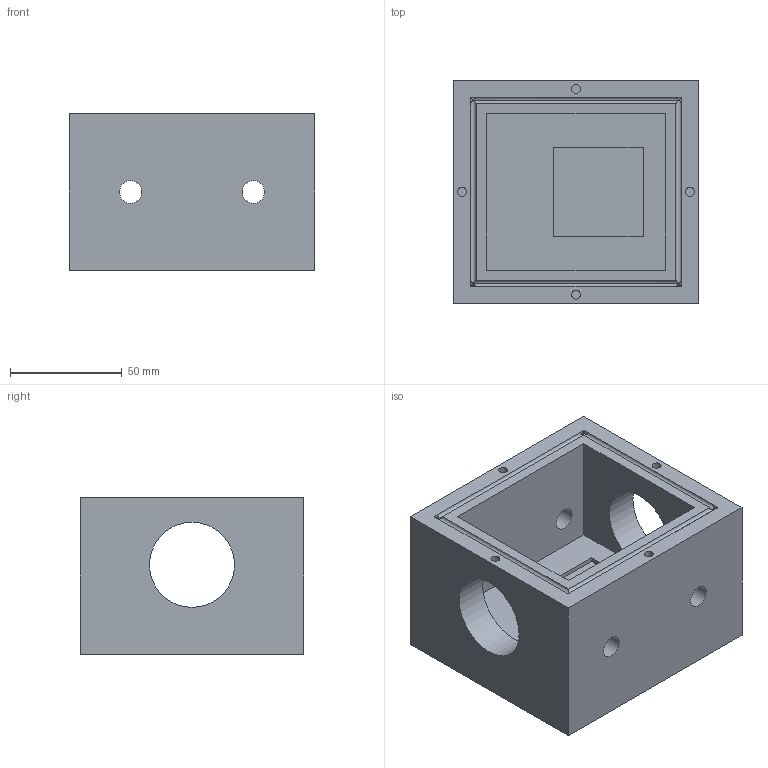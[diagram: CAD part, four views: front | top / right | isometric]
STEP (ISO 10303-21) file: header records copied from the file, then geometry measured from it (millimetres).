
FILE_DESCRIPTION(('FreeCAD Model'),'2;1');
FILE_NAME('outer_shell.step','2020-11-10T10:15:07',( 'Author'),(''),'Open CASCADE STEP processor 7.3','FreeCAD','Unknown' );
FILE_SCHEMA(('AUTOMOTIVE_DESIGN { 1 0 10303 214 1 1 1 1 }'));
Length unit declared in the file: millimetre
Products named in the file (1): difference012
Bounding box: 110 x 100 x 70 mm (x, y, z)
Volume: 446636.7 mm3; surface area: 68044.9 mm2
Topology: 1 solids, 1 shells, 65 faces, 136 edges, 80 vertices
Faces by surface type: plane 37, cylinder 28
Full cylindrical faces by diameter (mm): 4 x4, 10 x4, 38 x2
Entity records: 4117 total; most frequent: CARTESIAN_POINT 926, DIRECTION 488, ORIENTED_EDGE 272, PCURVE 272, DEFINITIONAL_REPRESENTATION 272, LINE 212, VECTOR 212, EDGE_CURVE 136
